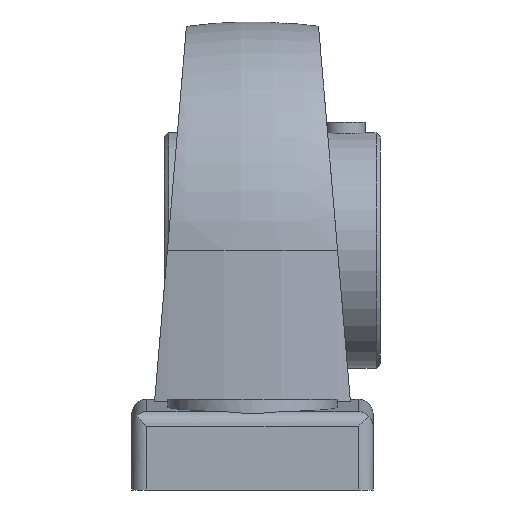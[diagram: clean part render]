
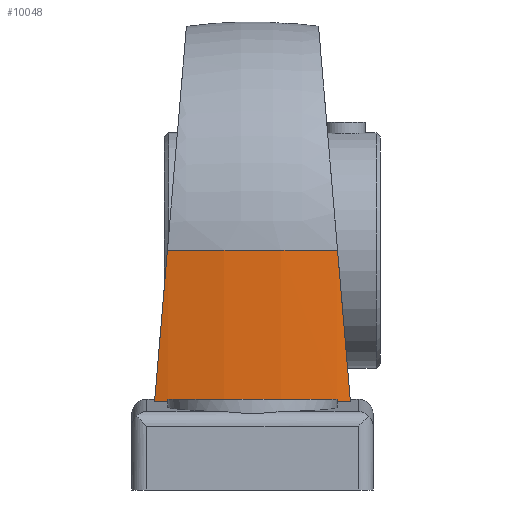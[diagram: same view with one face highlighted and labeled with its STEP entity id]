
A CAD part, front view. The second image highlights one B-rep face of the part: STEP entity #10048.
In plain terms, the highlighted cylindrical face has radius 96.062 mm (diameter 192.125 mm), a partial arc.
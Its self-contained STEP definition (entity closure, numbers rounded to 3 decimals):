
#136 = CARTESIAN_POINT ( 'NONE',  ( -19.452, -43.41, -30.041 ) ) ;
#187 = CARTESIAN_POINT ( 'NONE',  ( -16.9, -43.902, 0. ) ) ;
#258 = LINE ( 'NONE', #1825, #7229 ) ;
#654 = DIRECTION ( 'NONE',  ( 0., 0., -1. ) ) ;
#740 = EDGE_CURVE ( 'NONE', #5619, #4322, #9132, .T. ) ;
#1133 = CARTESIAN_POINT ( 'NONE',  ( -16.8, -43.92, -30.067 ) ) ;
#1172 = CARTESIAN_POINT ( 'NONE',  ( 18.571, -43.592, -30.05 ) ) ;
#1189 = CARTESIAN_POINT ( 'NONE',  ( -17.687, -43.762, -30.059 ) ) ;
#1367 = CARTESIAN_POINT ( 'NONE',  ( 0., 50.663, -29.6 ) ) ;
#1462 = DIRECTION ( 'NONE',  ( 0., 0., 1. ) ) ;
#1801 = CARTESIAN_POINT ( 'NONE',  ( 19.452, -43.41, -30.041 ) ) ;
#1825 = CARTESIAN_POINT ( 'NONE',  ( 16.8, -43.92, -29.873 ) ) ;
#1866 = CARTESIAN_POINT ( 'NONE',  ( -19.452, -43.41, -30.041 ) ) ;
#2059 = CARTESIAN_POINT ( 'NONE',  ( -19.452, -43.41, -30.041 ) ) ;
#2137 = VERTEX_POINT ( 'NONE', #2059 ) ;
#2154 = ORIENTED_EDGE ( 'NONE', *, *, #2743, .T. ) ;
#2295 = LINE ( 'NONE', #5678, #4386 ) ;
#2349 = VERTEX_POINT ( 'NONE', #3288 ) ;
#2656 = EDGE_LOOP ( 'NONE', ( #3626, #3034, #2154, #9687, #10153, #9341, #4360, #8837 ) ) ;
#2665 = DIRECTION ( 'NONE',  ( 0., 0., -1. ) ) ;
#2743 = EDGE_CURVE ( 'NONE', #6757, #4322, #258, .T. ) ;
#2744 = CARTESIAN_POINT ( 'NONE',  ( 17.687, -43.762, -30.059 ) ) ;
#2839 =( BOUNDED_CURVE ( )  B_SPLINE_CURVE ( 3, ( #6996, #9379, #3500, #3552 ),
 .UNSPECIFIED., .F., .F. ) 
 B_SPLINE_CURVE_WITH_KNOTS ( ( 4, 4 ),
 ( 4.508, 4.536 ),
 .UNSPECIFIED. ) 
 CURVE ( )  GEOMETRIC_REPRESENTATION_ITEM ( )  RATIONAL_B_SPLINE_CURVE ( ( 1., 1., 1., 1. ) ) 
 REPRESENTATION_ITEM ( '' )  );
#2847 = CARTESIAN_POINT ( 'NONE',  ( -16.8, -43.92, -29.6 ) ) ;
#3034 = ORIENTED_EDGE ( 'NONE', *, *, #7296, .T. ) ;
#3183 = CARTESIAN_POINT ( 'NONE',  ( 16.8, -43.92, -30.067 ) ) ;
#3288 = CARTESIAN_POINT ( 'NONE',  ( 16.9, -43.902, 0. ) ) ;
#3485 = DIRECTION ( 'NONE',  ( -1., 0., 0. ) ) ;
#3500 = CARTESIAN_POINT ( 'NONE',  ( 17.753, -43.749, -10.039 ) ) ;
#3552 = CARTESIAN_POINT ( 'NONE',  ( 16.9, -43.902, 0. ) ) ;
#3626 = ORIENTED_EDGE ( 'NONE', *, *, #3961, .T. ) ;
#3961 = EDGE_CURVE ( 'NONE', #10066, #5917, #2295, .T. ) ;
#4312 = CARTESIAN_POINT ( 'NONE',  ( -16.8, -43.92, -30.067 ) ) ;
#4322 = VERTEX_POINT ( 'NONE', #3183 ) ;
#4360 = ORIENTED_EDGE ( 'NONE', *, *, #8484, .T. ) ;
#4386 = VECTOR ( 'NONE', #1462, 1000. ) ;
#4550 = EDGE_CURVE ( 'NONE', #10066, #2137, #5650, .T. ) ;
#5337 = CIRCLE ( 'NONE', #9055, 96.063 ) ;
#5619 = VERTEX_POINT ( 'NONE', #1801 ) ;
#5650 =( BOUNDED_CURVE ( )  B_SPLINE_CURVE ( 3, ( #1133, #1189, #7870, #1866 ),
 .UNSPECIFIED., .F., .F. ) 
 B_SPLINE_CURVE_WITH_KNOTS ( ( 4, 4 ),
 ( 0.176, 0.204 ),
 .UNSPECIFIED. ) 
 CURVE ( )  GEOMETRIC_REPRESENTATION_ITEM ( )  RATIONAL_B_SPLINE_CURVE ( ( 1., 1., 1., 1. ) ) 
 REPRESENTATION_ITEM ( '' )  );
#5678 = CARTESIAN_POINT ( 'NONE',  ( -16.8, -43.92, -29.873 ) ) ;
#5877 = AXIS2_PLACEMENT_3D ( 'NONE', #1367, #8037, #9810 ) ;
#5917 = VERTEX_POINT ( 'NONE', #2847 ) ;
#6086 = CARTESIAN_POINT ( 'NONE',  ( -18.604, -43.585, -20.054 ) ) ;
#6324 = EDGE_CURVE ( 'NONE', #2349, #8861, #5337, .T. ) ;
#6439 =( BOUNDED_CURVE ( )  B_SPLINE_CURVE ( 3, ( #187, #10134, #6086, #136 ),
 .UNSPECIFIED., .F., .F. ) 
 B_SPLINE_CURVE_WITH_KNOTS ( ( 4, 4 ),
 ( 4.889, 4.916 ),
 .UNSPECIFIED. ) 
 CURVE ( )  GEOMETRIC_REPRESENTATION_ITEM ( )  RATIONAL_B_SPLINE_CURVE ( ( 1., 1., 1., 1. ) ) 
 REPRESENTATION_ITEM ( '' )  );
#6757 = VERTEX_POINT ( 'NONE', #9635 ) ;
#6996 = CARTESIAN_POINT ( 'NONE',  ( 19.452, -43.41, -30.041 ) ) ;
#7229 = VECTOR ( 'NONE', #2665, 1000. ) ;
#7296 = EDGE_CURVE ( 'NONE', #5917, #6757, #9778, .T. ) ;
#7590 = DIRECTION ( 'NONE',  ( 0., 0., 1. ) ) ;
#7637 = CARTESIAN_POINT ( 'NONE',  ( 0., 50.663, -30.6 ) ) ;
#7870 = CARTESIAN_POINT ( 'NONE',  ( -18.571, -43.592, -30.05 ) ) ;
#8007 = CARTESIAN_POINT ( 'NONE',  ( 16.8, -43.92, -30.067 ) ) ;
#8037 = DIRECTION ( 'NONE',  ( 0., 0., 1. ) ) ;
#8355 = FACE_OUTER_BOUND ( 'NONE', #2656, .T. ) ;
#8484 = EDGE_CURVE ( 'NONE', #8861, #2137, #6439, .T. ) ;
#8493 = CARTESIAN_POINT ( 'NONE',  ( 0., 50.663, 0. ) ) ;
#8837 = ORIENTED_EDGE ( 'NONE', *, *, #4550, .F. ) ;
#8861 = VERTEX_POINT ( 'NONE', #10221 ) ;
#9055 = AXIS2_PLACEMENT_3D ( 'NONE', #8493, #654, #10985 ) ;
#9132 =( BOUNDED_CURVE ( )  B_SPLINE_CURVE ( 3, ( #10392, #1172, #2744, #8007 ),
 .UNSPECIFIED., .F., .F. ) 
 B_SPLINE_CURVE_WITH_KNOTS ( ( 4, 4 ),
 ( 6.079, 6.107 ),
 .UNSPECIFIED. ) 
 CURVE ( )  GEOMETRIC_REPRESENTATION_ITEM ( )  RATIONAL_B_SPLINE_CURVE ( ( 1., 1., 1., 1. ) ) 
 REPRESENTATION_ITEM ( '' )  );
#9245 = EDGE_CURVE ( 'NONE', #5619, #2349, #2839, .T. ) ;
#9302 = CYLINDRICAL_SURFACE ( 'NONE', #10140, 96.063 ) ;
#9341 = ORIENTED_EDGE ( 'NONE', *, *, #6324, .T. ) ;
#9379 = CARTESIAN_POINT ( 'NONE',  ( 18.604, -43.585, -20.054 ) ) ;
#9635 = CARTESIAN_POINT ( 'NONE',  ( 16.8, -43.92, -29.6 ) ) ;
#9687 = ORIENTED_EDGE ( 'NONE', *, *, #740, .F. ) ;
#9778 = CIRCLE ( 'NONE', #5877, 96.063 ) ;
#9810 = DIRECTION ( 'NONE',  ( -1., 0., 0. ) ) ;
#10048 = ADVANCED_FACE ( 'NONE', ( #8355 ), #9302, .T. ) ;
#10066 = VERTEX_POINT ( 'NONE', #4312 ) ;
#10134 = CARTESIAN_POINT ( 'NONE',  ( -17.753, -43.749, -10.039 ) ) ;
#10140 = AXIS2_PLACEMENT_3D ( 'NONE', #7637, #7590, #3485 ) ;
#10153 = ORIENTED_EDGE ( 'NONE', *, *, #9245, .T. ) ;
#10221 = CARTESIAN_POINT ( 'NONE',  ( -16.9, -43.902, 0. ) ) ;
#10392 = CARTESIAN_POINT ( 'NONE',  ( 19.452, -43.41, -30.041 ) ) ;
#10985 = DIRECTION ( 'NONE',  ( -1., 0., 0. ) ) ;
